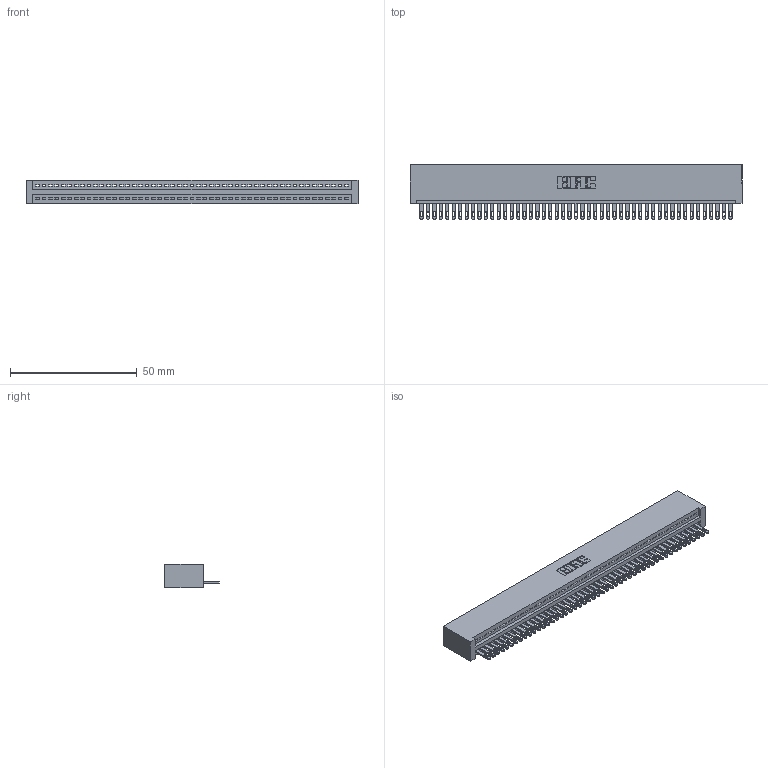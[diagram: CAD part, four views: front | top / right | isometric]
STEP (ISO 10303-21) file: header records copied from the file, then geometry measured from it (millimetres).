
FILE_DESCRIPTION (( 'STEP AP203' ), '1' );
FILE_NAME ('345-049-500-101.STEP', '2019-10-09T06:47:51', ( '' ), ( '' ), 'SwSTEP 2.0', 'SolidWorks 2016', '' );
FILE_SCHEMA (( 'CONFIG_CONTROL_DESIGN' ));
Length unit declared in the file: inch
Products named in the file (3): 345-049-500-101; 345-292-001_345-293-100; 345 Part_No Mounting Lugs
Assembly tree (50 placements, depth 2):
  345-049-500-101
    345 Part_No Mounting Lugs
    345-292-001_345-293-100  x49
Bounding box: 131.06 x 21.51 x 9.4 mm (x, y, z)
Volume: 13120.6 mm3; surface area: 17831.4 mm2
Topology: 50 solids, 50 shells, 2764 faces, 8549 edges, 5698 vertices
Faces by surface type: plane 1742, cylinder 1022
Entity records: 35589 total; most frequent: CARTESIAN_POINT 6171, ORIENTED_EDGE 6154, DIRECTION 5375, EDGE_CURVE 3077, VECTOR 2753, LINE 2753, VERTEX_POINT 2050, AXIS2_PLACEMENT_3D 1311
